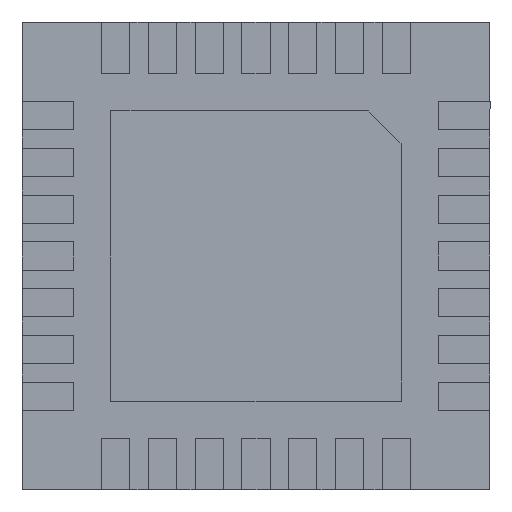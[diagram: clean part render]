
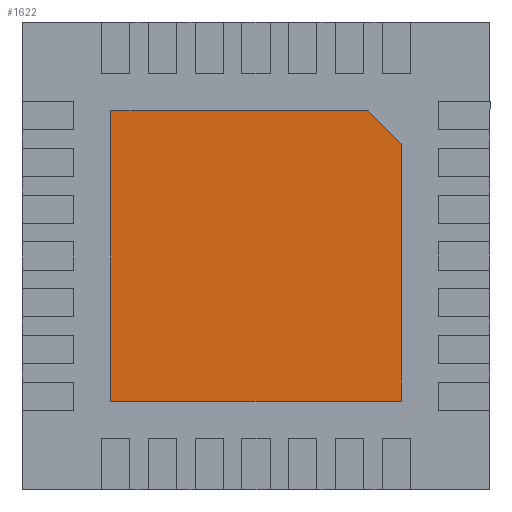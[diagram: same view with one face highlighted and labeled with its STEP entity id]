
A CAD part, front view. The second image highlights one B-rep face of the part: STEP entity #1622.
In plain terms, the highlighted planar face has unit normal (0, -1, 0).
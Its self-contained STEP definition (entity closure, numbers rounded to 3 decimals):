
#12 = DIRECTION ( 'NONE',  ( 1., 0., 0. ) ) ;
#170 = CARTESIAN_POINT ( 'NONE',  ( -1.55, -0.001, 1.55 ) ) ;
#364 = DIRECTION ( 'NONE',  ( 0., 0., 1. ) ) ;
#558 = CARTESIAN_POINT ( 'NONE',  ( -1.55, -0.001, -1.55 ) ) ;
#666 = CARTESIAN_POINT ( 'NONE',  ( 1.55, -0.001, 1.2 ) ) ;
#709 = VECTOR ( 'NONE', #4124, 1000. ) ;
#722 = DIRECTION ( 'NONE',  ( -0.707, 0., 0.707 ) ) ;
#927 = VERTEX_POINT ( 'NONE', #2099 ) ;
#1124 = CARTESIAN_POINT ( 'NONE',  ( -1.55, -0.001, -1.55 ) ) ;
#1170 = VERTEX_POINT ( 'NONE', #6069 ) ;
#1215 = DIRECTION ( 'NONE',  ( 0., 0., 1. ) ) ;
#1526 = DIRECTION ( 'NONE',  ( 0., 0., -1. ) ) ;
#1536 = ORIENTED_EDGE ( 'NONE', *, *, #2781, .T. ) ;
#1622 = ADVANCED_FACE ( 'NONE', ( #4959 ), #1682, .F. ) ;
#1682 = PLANE ( 'NONE',  #5590 ) ;
#1937 = VECTOR ( 'NONE', #1526, 1000. ) ;
#2029 = ORIENTED_EDGE ( 'NONE', *, *, #5658, .T. ) ;
#2099 = CARTESIAN_POINT ( 'NONE',  ( 1.55, -0.001, -1.55 ) ) ;
#2220 = LINE ( 'NONE', #170, #709 ) ;
#2543 = VECTOR ( 'NONE', #364, 1000. ) ;
#2626 = ORIENTED_EDGE ( 'NONE', *, *, #3126, .T. ) ;
#2781 = EDGE_CURVE ( 'NONE', #4744, #5616, #3495, .T. ) ;
#2980 = VERTEX_POINT ( 'NONE', #558 ) ;
#3126 = EDGE_CURVE ( 'NONE', #2980, #927, #5190, .T. ) ;
#3277 = EDGE_CURVE ( 'NONE', #5616, #1170, #2220, .T. ) ;
#3428 = ORIENTED_EDGE ( 'NONE', *, *, #5961, .T. ) ;
#3495 = LINE ( 'NONE', #5350, #5528 ) ;
#3595 = CARTESIAN_POINT ( 'NONE',  ( -1.55, -0.001, 1.55 ) ) ;
#3916 = ORIENTED_EDGE ( 'NONE', *, *, #3277, .T. ) ;
#4084 = CARTESIAN_POINT ( 'NONE',  ( 1.55, -0.001, -1.55 ) ) ;
#4124 = DIRECTION ( 'NONE',  ( -1., 0., 0. ) ) ;
#4406 = EDGE_LOOP ( 'NONE', ( #3428, #2626, #2029, #1536, #3916 ) ) ;
#4425 = LINE ( 'NONE', #1124, #1937 ) ;
#4526 = LINE ( 'NONE', #4084, #2543 ) ;
#4540 = VECTOR ( 'NONE', #12, 1000. ) ;
#4744 = VERTEX_POINT ( 'NONE', #666 ) ;
#4811 = CARTESIAN_POINT ( 'NONE',  ( -1.55, -0.001, -1.55 ) ) ;
#4959 = FACE_OUTER_BOUND ( 'NONE', #4406, .T. ) ;
#5005 = CARTESIAN_POINT ( 'NONE',  ( 1.2, -0.001, 1.55 ) ) ;
#5034 = DIRECTION ( 'NONE',  ( 0., 1., 0. ) ) ;
#5190 = LINE ( 'NONE', #4811, #4540 ) ;
#5350 = CARTESIAN_POINT ( 'NONE',  ( 1.2, -0.001, 1.55 ) ) ;
#5528 = VECTOR ( 'NONE', #722, 1000. ) ;
#5590 = AXIS2_PLACEMENT_3D ( 'NONE', #3595, #5034, #1215 ) ;
#5616 = VERTEX_POINT ( 'NONE', #5005 ) ;
#5658 = EDGE_CURVE ( 'NONE', #927, #4744, #4526, .T. ) ;
#5961 = EDGE_CURVE ( 'NONE', #1170, #2980, #4425, .T. ) ;
#6069 = CARTESIAN_POINT ( 'NONE',  ( -1.55, -0.001, 1.55 ) ) ;
